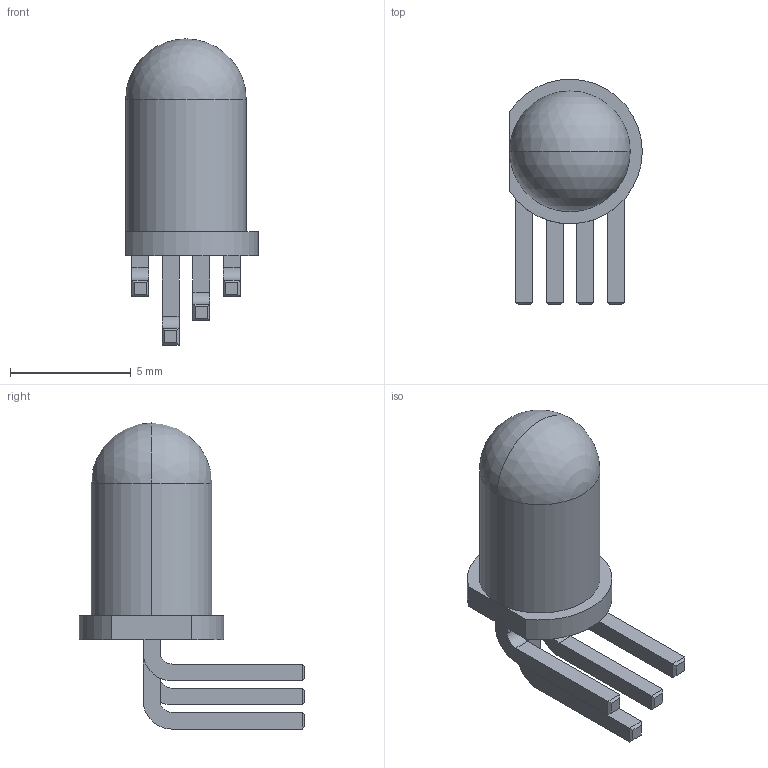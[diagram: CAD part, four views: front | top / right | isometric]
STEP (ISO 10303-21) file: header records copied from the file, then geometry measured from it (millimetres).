
FILE_DESCRIPTION (( 'STEP AP214' ), '1' );
FILE_NAME ('LED,RGB,5mm,Thru,Side.STEP', '2020-07-29T02:43:54', ( '' ), ( '' ), 'SwSTEP 2.0', 'SolidWorks 2020', '' );
FILE_SCHEMA (( 'AUTOMOTIVE_DESIGN' ));
Length unit declared in the file: millimetre
Products named in the file (1): LED,RGB,5mm,Thru,Side
Bounding box: 5.5 x 9.35 x 12.7 mm (x, y, z)
Volume: 183.7 mm3; surface area: 268.8 mm2
Topology: 1 solids, 1 shells, 60 faces, 147 edges, 91 vertices
Faces by surface type: plane 47, cylinder 11, sphere 2
Entity records: 2393 total; most frequent: CARTESIAN_POINT 293, DIRECTION 289, ORIENTED_EDGE 286, EDGE_CURVE 143, VECTOR 119, LINE 119, VERTEX_POINT 89, AXIS2_PLACEMENT_3D 85
